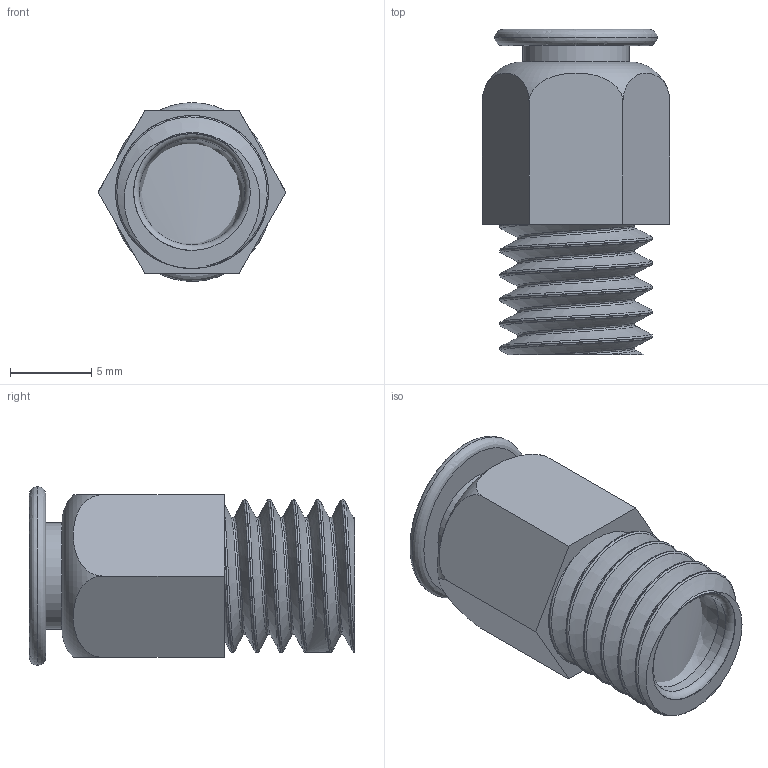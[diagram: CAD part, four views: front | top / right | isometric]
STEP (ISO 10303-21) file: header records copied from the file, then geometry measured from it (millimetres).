
FILE_DESCRIPTION(/* description */ (''),/* implementation_level */ '2;1');
FILE_NAME(/* name */ 'ConectorPTFE_4.stp',/* time_stamp */ '2020-11-04T14:11:57-06:00',/* author */ ('aaron'),/* organization */ (''),/* preprocessor_version */ 'ST-DEVELOPER v18',/* originating_system */ 'Autodesk Inventor 2020',/* authorisation */ '');
FILE_SCHEMA (('AUTOMOTIVE_DESIGN { 1 0 10303 214 3 1 1 }'));
Length unit declared in the file: millimetre
Products named in the file (1): ConectorPTFE_4
Bounding box: 11.55 x 20 x 11 mm (x, y, z)
Volume: 1164.3 mm3; surface area: 1683.4 mm2
Topology: 2 solids, 2 shells, 36 faces, 95 edges, 64 vertices
Faces by surface type: cylinder 13, plane 11, bspline 9, torus 3
Full cylindrical faces by diameter (mm): 4 x1, 6.5 x1, 6.547 x1, 7.176 x2, 9.4 x6
Entity records: 4177 total; most frequent: CARTESIAN_POINT 3307, ORIENTED_EDGE 190, DIRECTION 142, EDGE_CURVE 95, VERTEX_POINT 64, AXIS2_PLACEMENT_3D 59, EDGE_LOOP 41, B_SPLINE_CURVE_WITH_KNOTS 40
